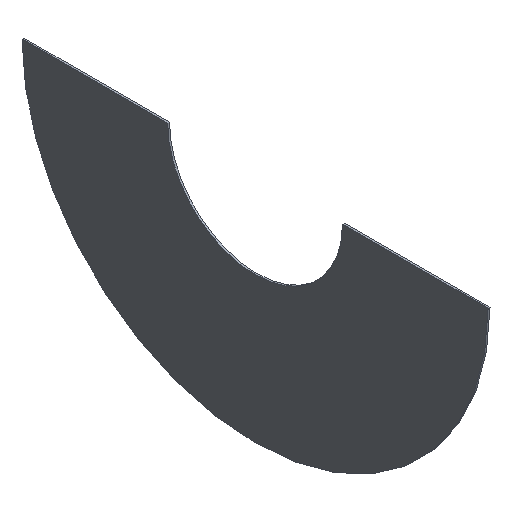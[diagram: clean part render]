
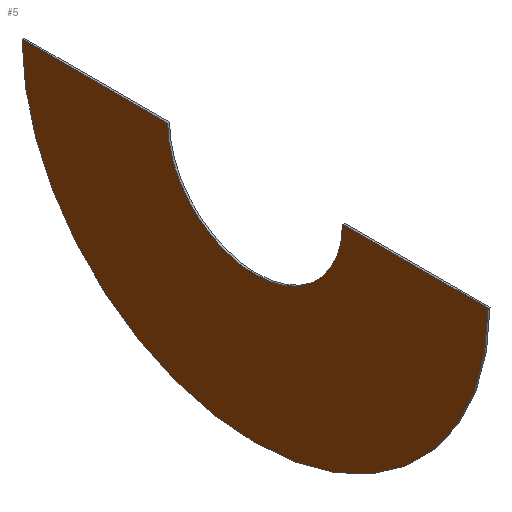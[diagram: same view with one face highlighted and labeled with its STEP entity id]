
A CAD part, isometric view. The second image highlights one B-rep face of the part: STEP entity #5.
In plain terms, the highlighted planar face has unit normal (-1, 0, 0).
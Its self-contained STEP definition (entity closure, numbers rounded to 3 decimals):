
#5 = ADVANCED_FACE ( 'NONE', ( #28 ), #115, .F. ) ;
#27 = ORIENTED_EDGE ( 'NONE', *, *, #204, .T. ) ;
#28 = FACE_OUTER_BOUND ( 'NONE', #34, .T. ) ;
#29 = ORIENTED_EDGE ( 'NONE', *, *, #202, .F. ) ;
#30 = ORIENTED_EDGE ( 'NONE', *, *, #217, .F. ) ;
#31 = ORIENTED_EDGE ( 'NONE', *, *, #214, .F. ) ;
#34 = EDGE_LOOP ( 'NONE', ( #27, #30, #29, #31 ) ) ;
#53 = LINE ( 'NONE', #166, #63 ) ;
#56 = CIRCLE ( 'NONE', #206, 200. ) ;
#57 = CIRCLE ( 'NONE', #218, 75. ) ;
#63 = VECTOR ( 'NONE', #168, 1000. ) ;
#64 = LINE ( 'NONE', #170, #65 ) ;
#65 = VECTOR ( 'NONE', #171, 1000. ) ;
#106 = VERTEX_POINT ( 'NONE', #149 ) ;
#107 = CARTESIAN_POINT ( 'NONE',  ( 0., 200., 0. ) ) ;
#108 = CARTESIAN_POINT ( 'NONE',  ( 0., 0., -440.141 ) ) ;
#111 = DIRECTION ( 'NONE',  ( 0., 0., -1. ) ) ;
#113 = VERTEX_POINT ( 'NONE', #150 ) ;
#115 = PLANE ( 'NONE',  #216 ) ;
#122 = VERTEX_POINT ( 'NONE', #151 ) ;
#126 = DIRECTION ( 'NONE',  ( 1., 0., 0. ) ) ;
#130 = VERTEX_POINT ( 'NONE', #107 ) ;
#141 = CARTESIAN_POINT ( 'NONE',  ( 0., 0., 0. ) ) ;
#149 = CARTESIAN_POINT ( 'NONE',  ( 0., -75., 0. ) ) ;
#150 = CARTESIAN_POINT ( 'NONE',  ( 0., -200., 0. ) ) ;
#151 = CARTESIAN_POINT ( 'NONE',  ( 0., 75., 0. ) ) ;
#154 = DIRECTION ( 'NONE',  ( 1., 0., 0. ) ) ;
#155 = DIRECTION ( 'NONE',  ( 0., 0., -1. ) ) ;
#156 = CARTESIAN_POINT ( 'NONE',  ( 0., 0., 0. ) ) ;
#157 = DIRECTION ( 'NONE',  ( 1., 0., 0. ) ) ;
#158 = DIRECTION ( 'NONE',  ( 0., 0., -1. ) ) ;
#166 = CARTESIAN_POINT ( 'NONE',  ( 0., 0., 0. ) ) ;
#168 = DIRECTION ( 'NONE',  ( 0., -1., 0. ) ) ;
#170 = CARTESIAN_POINT ( 'NONE',  ( 0., 0., 0. ) ) ;
#171 = DIRECTION ( 'NONE',  ( 0., -1., 0. ) ) ;
#202 = EDGE_CURVE ( 'NONE', #113, #130, #56, .T. ) ;
#204 = EDGE_CURVE ( 'NONE', #106, #122, #57, .T. ) ;
#206 = AXIS2_PLACEMENT_3D ( 'NONE', #141, #154, #155 ) ;
#214 = EDGE_CURVE ( 'NONE', #106, #113, #53, .T. ) ;
#216 = AXIS2_PLACEMENT_3D ( 'NONE', #108, #126, #111 ) ;
#217 = EDGE_CURVE ( 'NONE', #130, #122, #64, .T. ) ;
#218 = AXIS2_PLACEMENT_3D ( 'NONE', #156, #157, #158 ) ;
